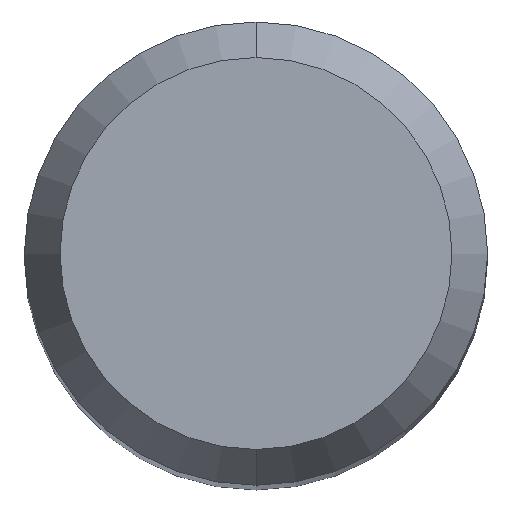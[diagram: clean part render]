
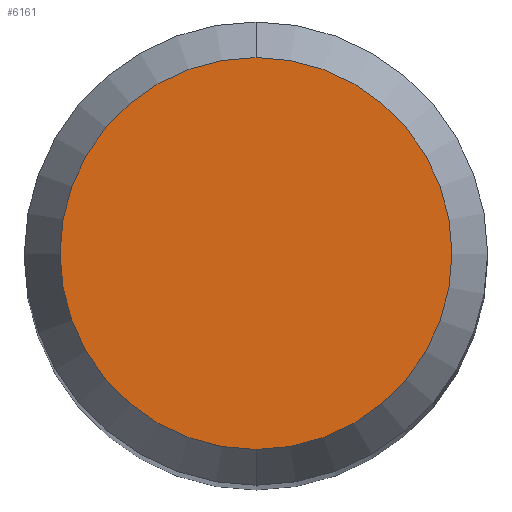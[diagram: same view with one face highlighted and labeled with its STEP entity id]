
A CAD part, top view. The second image highlights one B-rep face of the part: STEP entity #6161.
In plain terms, the highlighted planar face has unit normal (0, 0, 1).
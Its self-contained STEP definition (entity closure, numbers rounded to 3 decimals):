
#3245=EDGE_CURVE('',#6197,#3741,#8518,.T.);
#3741=VERTEX_POINT('',#9055);
#6161=ADVANCED_FACE('',(#11699),#11700,.T.);
#6197=VERTEX_POINT('',#11742);
#7115=EDGE_CURVE('',#3741,#6197,#12733,.T.);
#8518=CIRCLE('',#14746,2.538);
#9055=CARTESIAN_POINT('',(0.,-2.538,0.0));
#11699=FACE_OUTER_BOUND('',#20688,.T.);
#11700=PLANE('',#20689);
#11742=CARTESIAN_POINT('',(0.0,2.538,0.0));
#12733=CIRCLE('',#22722,2.538);
#14746=AXIS2_PLACEMENT_3D('',#24863,#24864,#24865);
#20688=EDGE_LOOP('',(#28334,#28335));
#20689=AXIS2_PLACEMENT_3D('',#28336,#28337,#28338);
#22722=AXIS2_PLACEMENT_3D('',#29316,#29317,#29318);
#24863=CARTESIAN_POINT('',(0.0,0.0,0.0));
#24864=DIRECTION('',(0.0,0.0,-1.0));
#24865=DIRECTION('',(0.0,1.0,0.0));
#28334=ORIENTED_EDGE('',*,*,#3245,.F.);
#28335=ORIENTED_EDGE('',*,*,#7115,.F.);
#28336=CARTESIAN_POINT('',(0.0,1.269,0.0));
#28337=DIRECTION('',(-0.0,0.0,1.0));
#28338=DIRECTION('',(0.0,-1.0,0.0));
#29316=CARTESIAN_POINT('',(0.0,0.0,0.0));
#29317=DIRECTION('',(0.0,0.0,-1.0));
#29318=DIRECTION('',(0.0,1.0,0.0));
